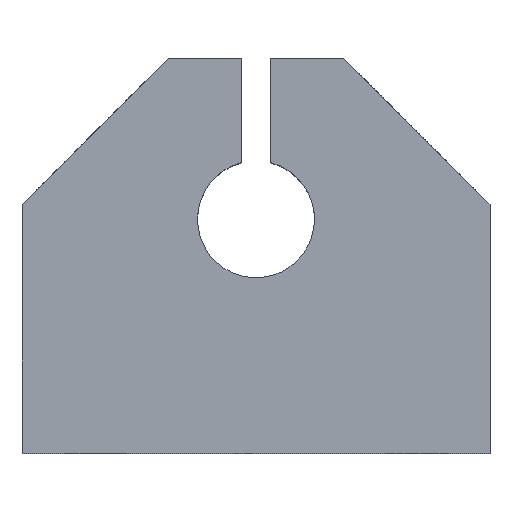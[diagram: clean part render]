
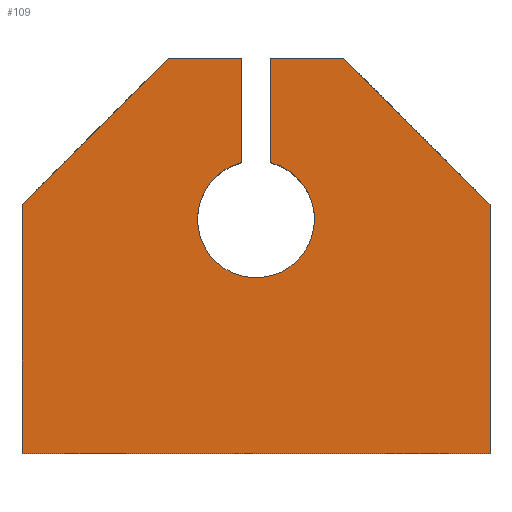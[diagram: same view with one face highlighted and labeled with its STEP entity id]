
A CAD part, top view. The second image highlights one B-rep face of the part: STEP entity #109.
In plain terms, the highlighted planar face has unit normal (0, 0, 1).
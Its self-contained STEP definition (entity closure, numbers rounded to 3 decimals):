
#109 = ADVANCED_FACE( '', ( #191 ), #192, .T. );
#191 = FACE_OUTER_BOUND( '', #274, .T. );
#192 = PLANE( '', #275 );
#274 = EDGE_LOOP( '', ( #536, #537, #538, #539, #540, #541, #542, #543, #544, #545, #546 ) );
#275 = AXIS2_PLACEMENT_3D( '', #547, #548, #549 );
#536 = ORIENTED_EDGE( '', *, *, #624, .F. );
#537 = ORIENTED_EDGE( '', *, *, #651, .F. );
#538 = ORIENTED_EDGE( '', *, *, #648, .F. );
#539 = ORIENTED_EDGE( '', *, *, #645, .F. );
#540 = ORIENTED_EDGE( '', *, *, #642, .F. );
#541 = ORIENTED_EDGE( '', *, *, #639, .F. );
#542 = ORIENTED_EDGE( '', *, *, #565, .F. );
#543 = ORIENTED_EDGE( '', *, *, #638, .F. );
#544 = ORIENTED_EDGE( '', *, *, #634, .F. );
#545 = ORIENTED_EDGE( '', *, *, #631, .F. );
#546 = ORIENTED_EDGE( '', *, *, #628, .F. );
#547 = CARTESIAN_POINT( '', ( 0., 0., 16. ) );
#548 = DIRECTION( '', ( 0., 0., 1. ) );
#549 = DIRECTION( '', ( 1., 0., 0. ) );
#565 = EDGE_CURVE( '', #653, #656, #657, .T. );
#624 = EDGE_CURVE( '', #753, #754, #755, .T. );
#628 = EDGE_CURVE( '', #754, #761, #762, .T. );
#631 = EDGE_CURVE( '', #761, #766, #767, .T. );
#634 = EDGE_CURVE( '', #766, #771, #772, .T. );
#638 = EDGE_CURVE( '', #771, #653, #777, .T. );
#639 = EDGE_CURVE( '', #656, #778, #779, .T. );
#642 = EDGE_CURVE( '', #778, #783, #784, .T. );
#645 = EDGE_CURVE( '', #783, #788, #789, .T. );
#648 = EDGE_CURVE( '', #788, #793, #794, .T. );
#651 = EDGE_CURVE( '', #793, #753, #798, .T. );
#653 = VERTEX_POINT( '', #800 );
#656 = VERTEX_POINT( '', #804 );
#657 = CIRCLE( '', #805, 4. );
#753 = VERTEX_POINT( '', #1023 );
#754 = VERTEX_POINT( '', #1024 );
#755 = LINE( '', #1025, #1026 );
#761 = VERTEX_POINT( '', #1035 );
#762 = LINE( '', #1036, #1037 );
#766 = VERTEX_POINT( '', #1043 );
#767 = LINE( '', #1044, #1045 );
#771 = VERTEX_POINT( '', #1051 );
#772 = LINE( '', #1052, #1053 );
#777 = CIRCLE( '', #1060, 4. );
#778 = VERTEX_POINT( '', #1061 );
#779 = LINE( '', #1062, #1063 );
#783 = VERTEX_POINT( '', #1069 );
#784 = LINE( '', #1070, #1071 );
#788 = VERTEX_POINT( '', #1077 );
#789 = LINE( '', #1078, #1079 );
#793 = VERTEX_POINT( '', #1085 );
#794 = LINE( '', #1086, #1087 );
#798 = LINE( '', #1093, #1094 );
#800 = CARTESIAN_POINT( '', ( -1., 12.127, 16. ) );
#804 = CARTESIAN_POINT( '', ( 1., 19.873, 16. ) );
#805 = AXIS2_PLACEMENT_3D( '', #1098, #1099, #1100 );
#1023 = CARTESIAN_POINT( '', ( -16., 0., 16. ) );
#1024 = CARTESIAN_POINT( '', ( -16., 17., 16. ) );
#1025 = CARTESIAN_POINT( '', ( -16., 17., 16. ) );
#1026 = VECTOR( '', #1220, 1. );
#1035 = CARTESIAN_POINT( '', ( -6., 27., 16. ) );
#1036 = CARTESIAN_POINT( '', ( -6., 27., 16. ) );
#1037 = VECTOR( '', #1224, 1. );
#1043 = CARTESIAN_POINT( '', ( -1., 27., 16. ) );
#1044 = CARTESIAN_POINT( '', ( -1., 27., 16. ) );
#1045 = VECTOR( '', #1227, 1. );
#1051 = CARTESIAN_POINT( '', ( -1., 19.873, 16. ) );
#1052 = CARTESIAN_POINT( '', ( -1., 19.873, 16. ) );
#1053 = VECTOR( '', #1230, 1. );
#1060 = AXIS2_PLACEMENT_3D( '', #1236, #1237, #1238 );
#1061 = CARTESIAN_POINT( '', ( 1., 27., 16. ) );
#1062 = CARTESIAN_POINT( '', ( 1., 27., 16. ) );
#1063 = VECTOR( '', #1239, 1. );
#1069 = CARTESIAN_POINT( '', ( 6., 27., 16. ) );
#1070 = CARTESIAN_POINT( '', ( 6., 27., 16. ) );
#1071 = VECTOR( '', #1242, 1. );
#1077 = CARTESIAN_POINT( '', ( 16., 17., 16. ) );
#1078 = CARTESIAN_POINT( '', ( 16., 17., 16. ) );
#1079 = VECTOR( '', #1245, 1. );
#1085 = CARTESIAN_POINT( '', ( 16., 0., 16. ) );
#1086 = CARTESIAN_POINT( '', ( 16., 0., 16. ) );
#1087 = VECTOR( '', #1248, 1. );
#1093 = CARTESIAN_POINT( '', ( -16., 0., 16. ) );
#1094 = VECTOR( '', #1251, 1. );
#1098 = CARTESIAN_POINT( '', ( 0., 16., 16. ) );
#1099 = DIRECTION( '', ( 0., 0., 1. ) );
#1100 = DIRECTION( '', ( 0.25, 0.968, 0. ) );
#1220 = DIRECTION( '', ( 0., 1., 0. ) );
#1224 = DIRECTION( '', ( 0.707, 0.707, 0. ) );
#1227 = DIRECTION( '', ( 1., 0., 0. ) );
#1230 = DIRECTION( '', ( 0., -1., 0. ) );
#1236 = CARTESIAN_POINT( '', ( 0., 16., 16. ) );
#1237 = DIRECTION( '', ( 0., 0., 1. ) );
#1238 = DIRECTION( '', ( 0.25, 0.968, 0. ) );
#1239 = DIRECTION( '', ( 0., 1., 0. ) );
#1242 = DIRECTION( '', ( 1., 0., 0. ) );
#1245 = DIRECTION( '', ( 0.707, -0.707, 0. ) );
#1248 = DIRECTION( '', ( 0., -1., 0. ) );
#1251 = DIRECTION( '', ( -1., 0., 0. ) );
